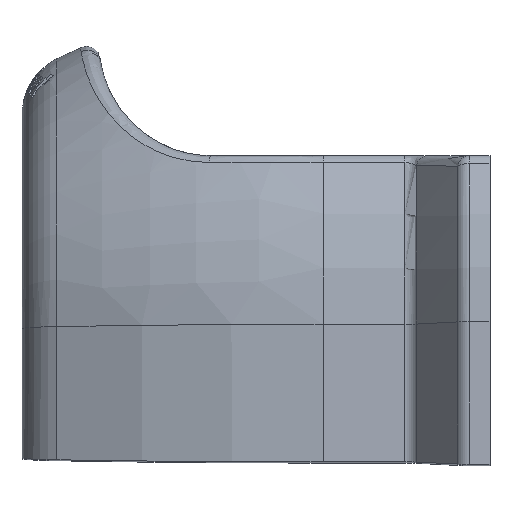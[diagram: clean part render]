
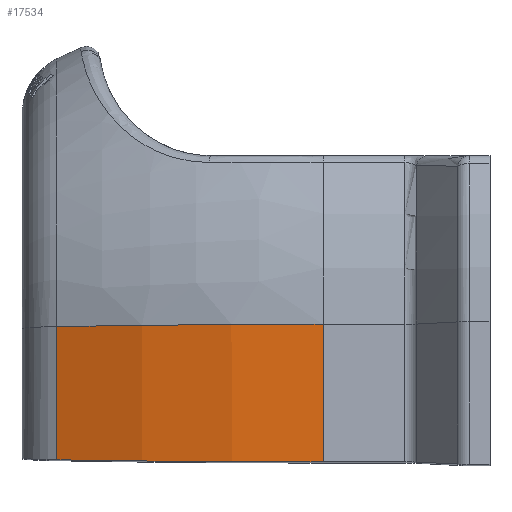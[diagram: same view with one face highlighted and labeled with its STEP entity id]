
A CAD part, top view. The second image highlights one B-rep face of the part: STEP entity #17534.
In plain terms, the highlighted cylindrical face has radius 42.504 mm (diameter 85.008 mm), a partial arc.
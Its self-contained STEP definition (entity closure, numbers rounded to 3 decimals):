
#10 = VERTEX_POINT ( 'NONE', #10552 ) ;
#419 = AXIS2_PLACEMENT_3D ( 'NONE', #14943, #9210, #3433 ) ;
#731 = CARTESIAN_POINT ( 'NONE',  ( 8.332, -8.806, 20.153 ) ) ;
#973 = CYLINDRICAL_SURFACE ( 'NONE', #419, 42.504 ) ;
#992 = CARTESIAN_POINT ( 'NONE',  ( 27.3, -9.146, 24.634 ) ) ;
#1465 = ORIENTED_EDGE ( 'NONE', *, *, #13788, .F. ) ;
#1705 = DIRECTION ( 'NONE',  ( 0., -0.999, 0.035 ) ) ;
#2017 = VERTEX_POINT ( 'NONE', #17333 ) ;
#2321 = EDGE_LOOP ( 'NONE', ( #1465, #8161, #3450, #6373 ) ) ;
#2566 = VERTEX_POINT ( 'NONE', #9723 ) ;
#3423 = DIRECTION ( 'NONE',  ( 0., 0.999, -0.035 ) ) ;
#3433 = DIRECTION ( 'NONE',  ( 0., 0.035, 0.999 ) ) ;
#3450 = ORIENTED_EDGE ( 'NONE', *, *, #14414, .F. ) ;
#5181 = VECTOR ( 'NONE', #1705, 1000. ) ;
#6373 = ORIENTED_EDGE ( 'NONE', *, *, #9775, .T. ) ;
#7642 = CARTESIAN_POINT ( 'NONE',  ( 8.332, -9.302, 20.17 ) ) ;
#8161 = ORIENTED_EDGE ( 'NONE', *, *, #14149, .T. ) ;
#9210 = DIRECTION ( 'NONE',  ( 0., 0.999, -0.035 ) ) ;
#9336 = CARTESIAN_POINT ( 'NONE',  ( 27.3, -0.635, -18.193 ) ) ;
#9638 = CARTESIAN_POINT ( 'NONE',  ( 14.25, -8.909, 23.109 ) ) ;
#9723 = CARTESIAN_POINT ( 'NONE',  ( 8.332, -8.806, 20.153 ) ) ;
#9775 = EDGE_CURVE ( 'NONE', #2017, #16364, #15680, .T. ) ;
#10552 = CARTESIAN_POINT ( 'NONE',  ( 8.332, 0.692, 19.821 ) ) ;
#10760 = LINE ( 'NONE', #7642, #5181 ) ;
#11399 = DIRECTION ( 'NONE',  ( 0., 0.999, -0.035 ) ) ;
#13788 = EDGE_CURVE ( 'NONE', #10, #16364, #16573, .T. ) ;
#13825 = DIRECTION ( 'NONE',  ( 0., -0.035, -0.999 ) ) ;
#14060 = CARTESIAN_POINT ( 'NONE',  ( 20.687, -8.962, 24.628 ) ) ;
#14149 = EDGE_CURVE ( 'NONE', #10, #2566, #10760, .T. ) ;
#14178 =( BOUNDED_CURVE ( )  B_SPLINE_CURVE ( 3, ( #15485, #14060, #9638, #731 ),
 .UNSPECIFIED., .F., .F. ) 
 B_SPLINE_CURVE_WITH_KNOTS ( ( 4, 4 ),
 ( 3.142, 3.604 ),
 .UNSPECIFIED. ) 
 CURVE ( )  GEOMETRIC_REPRESENTATION_ITEM ( )  RATIONAL_B_SPLINE_CURVE ( ( 1., 0.982, 0.982, 1. ) ) 
 REPRESENTATION_ITEM ( '' )  );
#14414 = EDGE_CURVE ( 'NONE', #2017, #2566, #14178, .T. ) ;
#14943 = CARTESIAN_POINT ( 'NONE',  ( 27.3, -10.629, -17.844 ) ) ;
#15485 = CARTESIAN_POINT ( 'NONE',  ( 27.3, -8.962, 24.628 ) ) ;
#15602 = FACE_OUTER_BOUND ( 'NONE', #2321, .T. ) ;
#15680 = LINE ( 'NONE', #992, #19139 ) ;
#16084 = CARTESIAN_POINT ( 'NONE',  ( 27.3, 0.848, 24.285 ) ) ;
#16364 = VERTEX_POINT ( 'NONE', #16084 ) ;
#16573 = CIRCLE ( 'NONE', #18989, 42.504 ) ;
#17333 = CARTESIAN_POINT ( 'NONE',  ( 27.3, -8.962, 24.628 ) ) ;
#17534 = ADVANCED_FACE ( 'NONE', ( #15602 ), #973, .T. ) ;
#18989 = AXIS2_PLACEMENT_3D ( 'NONE', #9336, #3423, #13825 ) ;
#19139 = VECTOR ( 'NONE', #11399, 1000. ) ;
